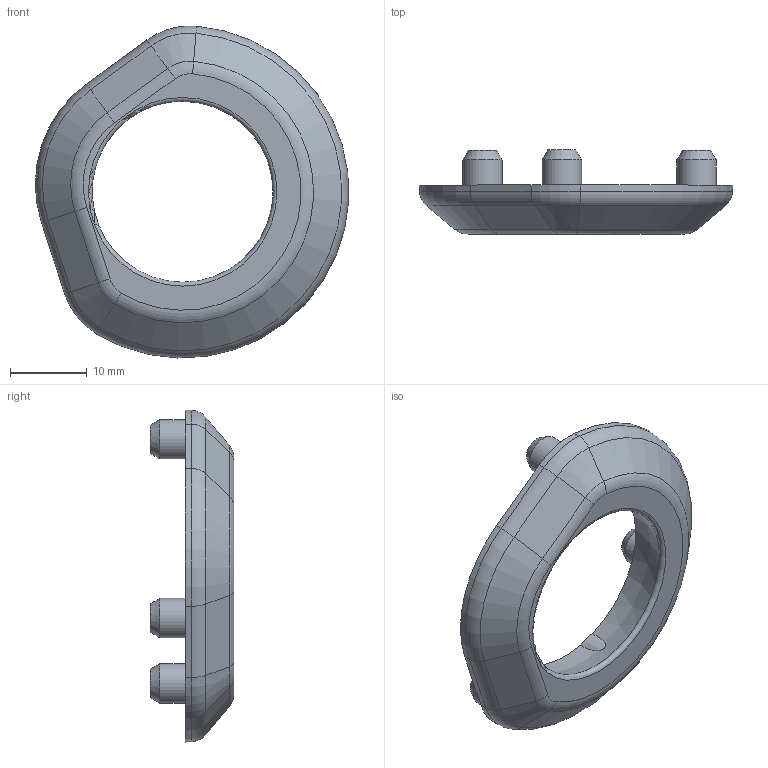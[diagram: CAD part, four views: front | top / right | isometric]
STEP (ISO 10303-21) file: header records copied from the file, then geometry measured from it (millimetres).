
FILE_DESCRIPTION(/* description */ (''),/* implementation_level */ '2;1');
FILE_NAME(/* name */ 'Pentagon Foot_Red.ipt.stp',/* time_stamp */ '2014-12-18T16:48:27-08:00',/* author */ ('Autodesk Inc.'),/* organization */ ('Autodesk Inc.'),/* preprocessor_version */ 'ST-DEVELOPER v15.6',/* originating_system */ 'Autodesk Inventor 2015',/* authorisation */ '');
FILE_SCHEMA (('CONFIG_CONTROL_DESIGN','AUTOMOTIVE_DESIGN { 1 0 10303 214 3 1 1 }'));
Length unit declared in the file: inch
Products named in the file (1): Pentagon Foot_Red
Bounding box: 40.78 x 10.92 x 43.2 mm (x, y, z)
Volume: 4291 mm3; surface area: 2846.6 mm2
Topology: 1 solids, 1 shells, 40 faces, 86 edges, 51 vertices
Faces by surface type: cone 14, torus 9, plane 9, cylinder 7, sphere 1
Full cylindrical faces by diameter (mm): 5.131 x3
Entity records: 1178 total; most frequent: CARTESIAN_POINT 246, DIRECTION 202, ORIENTED_EDGE 150, AXIS2_PLACEMENT_3D 90, EDGE_CURVE 75, EDGE_LOOP 53, CIRCLE 49, VERTEX_POINT 48
